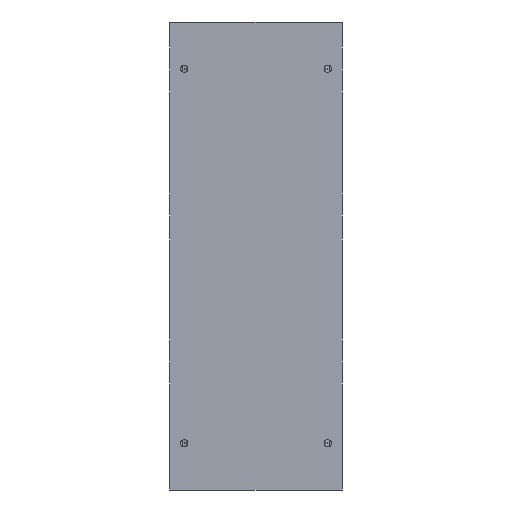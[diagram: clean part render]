
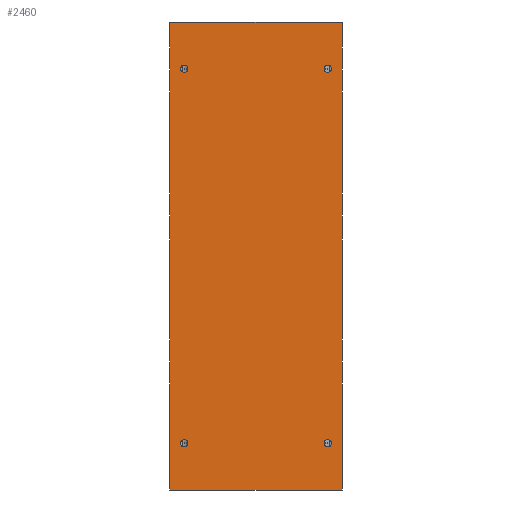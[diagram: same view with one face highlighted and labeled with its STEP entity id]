
A CAD part, left-side view. The second image highlights one B-rep face of the part: STEP entity #2460.
In plain terms, the highlighted planar face has unit normal (-1, 0, 0).
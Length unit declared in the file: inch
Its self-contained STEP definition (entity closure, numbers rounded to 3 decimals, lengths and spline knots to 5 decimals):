
#64 = CIRCLE ( 'NONE', #671, 0.0625 ) ;
#152 = VECTOR ( 'NONE', #2167, 39.37008 ) ;
#154 = LINE ( 'NONE', #2168, #152 ) ;
#266 = VECTOR ( 'NONE', #2321, 39.37008 ) ;
#269 = LINE ( 'NONE', #2322, #266 ) ;
#274 = VECTOR ( 'NONE', #2328, 39.37008 ) ;
#283 = LINE ( 'NONE', #2500, #274 ) ;
#294 = CIRCLE ( 'NONE', #666, 0.0625 ) ;
#367 = CIRCLE ( 'NONE', #657, 0.0625 ) ;
#369 = CIRCLE ( 'NONE', #656, 0.0625 ) ;
#374 = CIRCLE ( 'NONE', #655, 0.0625 ) ;
#414 = CIRCLE ( 'NONE', #652, 0.0625 ) ;
#421 = LINE ( 'NONE', #766, #425 ) ;
#425 = VECTOR ( 'NONE', #2278, 39.37008 ) ;
#476 = CIRCLE ( 'NONE', #653, 0.0625 ) ;
#525 = EDGE_CURVE ( 'NONE', #1008, #946, #1600, .T. ) ;
#627 = AXIS2_PLACEMENT_3D ( 'NONE', #801, #803, #804 ) ;
#642 = AXIS2_PLACEMENT_3D ( 'NONE', #3370, #3371, #3372 ) ;
#652 = AXIS2_PLACEMENT_3D ( 'NONE', #3811, #3804, #3808 ) ;
#653 = AXIS2_PLACEMENT_3D ( 'NONE', #3874, #3873, #3870 ) ;
#655 = AXIS2_PLACEMENT_3D ( 'NONE', #3840, #3844, #3841 ) ;
#656 = AXIS2_PLACEMENT_3D ( 'NONE', #3849, #3848, #3850 ) ;
#657 = AXIS2_PLACEMENT_3D ( 'NONE', #3810, #3842, #3845 ) ;
#666 = AXIS2_PLACEMENT_3D ( 'NONE', #2510, #2399, #2400 ) ;
#671 = AXIS2_PLACEMENT_3D ( 'NONE', #2057, #2058, #2059 ) ;
#766 = CARTESIAN_POINT ( 'NONE',  ( -0.375, -1.475, 4. ) ) ;
#801 = CARTESIAN_POINT ( 'NONE',  ( -0.375, 1.475, -4. ) ) ;
#803 = DIRECTION ( 'NONE',  ( -1., 0., 0. ) ) ;
#804 = DIRECTION ( 'NONE',  ( 0., 0., 1. ) ) ;
#876 = PLANE ( 'NONE',  #627 ) ;
#942 = VERTEX_POINT ( 'NONE', #3436 ) ;
#946 = VERTEX_POINT ( 'NONE', #3440 ) ;
#953 = VERTEX_POINT ( 'NONE', #3447 ) ;
#960 = VERTEX_POINT ( 'NONE', #3454 ) ;
#1008 = VERTEX_POINT ( 'NONE', #3476 ) ;
#1027 = EDGE_LOOP ( 'NONE', ( #1376, #1265 ) ) ;
#1030 = VERTEX_POINT ( 'NONE', #3487 ) ;
#1042 = VERTEX_POINT ( 'NONE', #3493 ) ;
#1045 = VERTEX_POINT ( 'NONE', #3494 ) ;
#1051 = VERTEX_POINT ( 'NONE', #3497 ) ;
#1120 = ORIENTED_EDGE ( 'NONE', *, *, #3179, .F. ) ;
#1121 = ORIENTED_EDGE ( 'NONE', *, *, #3126, .F. ) ;
#1131 = VERTEX_POINT ( 'NONE', #3519 ) ;
#1172 = VERTEX_POINT ( 'NONE', #3551 ) ;
#1229 = VERTEX_POINT ( 'NONE', #3596 ) ;
#1265 = ORIENTED_EDGE ( 'NONE', *, *, #525, .F. ) ;
#1277 = ORIENTED_EDGE ( 'NONE', *, *, #3189, .T. ) ;
#1278 = ORIENTED_EDGE ( 'NONE', *, *, #3193, .T. ) ;
#1282 = ORIENTED_EDGE ( 'NONE', *, *, #3106, .F. ) ;
#1316 = ORIENTED_EDGE ( 'NONE', *, *, #3088, .F. ) ;
#1340 = EDGE_LOOP ( 'NONE', ( #1282, #1120 ) ) ;
#1341 = EDGE_LOOP ( 'NONE', ( #1277, #1539, #1378, #1278 ) ) ;
#1344 = EDGE_LOOP ( 'NONE', ( #1579, #1380 ) ) ;
#1345 = EDGE_LOOP ( 'NONE', ( #1121, #1316 ) ) ;
#1376 = ORIENTED_EDGE ( 'NONE', *, *, #3128, .F. ) ;
#1378 = ORIENTED_EDGE ( 'NONE', *, *, #3251, .T. ) ;
#1380 = ORIENTED_EDGE ( 'NONE', *, *, #3300, .F. ) ;
#1539 = ORIENTED_EDGE ( 'NONE', *, *, #3049, .T. ) ;
#1579 = ORIENTED_EDGE ( 'NONE', *, *, #3127, .F. ) ;
#1600 = CIRCLE ( 'NONE', #642, 0.0625 ) ;
#2057 = CARTESIAN_POINT ( 'NONE',  ( -0.375, -1.225, -3.2 ) ) ;
#2058 = DIRECTION ( 'NONE',  ( -1., 0., 0. ) ) ;
#2059 = DIRECTION ( 'NONE',  ( 0., 0., 1. ) ) ;
#2167 = DIRECTION ( 'NONE',  ( 0., 1., 0. ) ) ;
#2168 = CARTESIAN_POINT ( 'NONE',  ( -0.375, -1.475, 4. ) ) ;
#2278 = DIRECTION ( 'NONE',  ( 0., 0., 1. ) ) ;
#2321 = DIRECTION ( 'NONE',  ( 0., 0., -1. ) ) ;
#2322 = CARTESIAN_POINT ( 'NONE',  ( -0.375, 1.475, 4. ) ) ;
#2328 = DIRECTION ( 'NONE',  ( 0., -1., 0. ) ) ;
#2399 = DIRECTION ( 'NONE',  ( -1., 0., 0. ) ) ;
#2400 = DIRECTION ( 'NONE',  ( 0., 0., 1. ) ) ;
#2460 = ADVANCED_FACE ( 'NONE', ( #2785, #2780, #2790, #2781, #2783 ), #876, .T. ) ;
#2500 = CARTESIAN_POINT ( 'NONE',  ( -0.375, -1.475, -4. ) ) ;
#2510 = CARTESIAN_POINT ( 'NONE',  ( -0.375, -1.225, 3.2 ) ) ;
#2780 = FACE_BOUND ( 'NONE', #1345, .T. ) ;
#2781 = FACE_BOUND ( 'NONE', #1027, .T. ) ;
#2783 = FACE_OUTER_BOUND ( 'NONE', #1341, .T. ) ;
#2785 = FACE_BOUND ( 'NONE', #1340, .T. ) ;
#2790 = FACE_BOUND ( 'NONE', #1344, .T. ) ;
#3049 = EDGE_CURVE ( 'NONE', #1051, #1172, #421, .T. ) ;
#3088 = EDGE_CURVE ( 'NONE', #1045, #942, #476, .T. ) ;
#3106 = EDGE_CURVE ( 'NONE', #1131, #1030, #414, .T. ) ;
#3126 = EDGE_CURVE ( 'NONE', #942, #1045, #374, .T. ) ;
#3127 = EDGE_CURVE ( 'NONE', #960, #1042, #367, .T. ) ;
#3128 = EDGE_CURVE ( 'NONE', #946, #1008, #369, .T. ) ;
#3179 = EDGE_CURVE ( 'NONE', #1030, #1131, #294, .T. ) ;
#3189 = EDGE_CURVE ( 'NONE', #1229, #1051, #283, .T. ) ;
#3193 = EDGE_CURVE ( 'NONE', #953, #1229, #269, .T. ) ;
#3251 = EDGE_CURVE ( 'NONE', #1172, #953, #154, .T. ) ;
#3300 = EDGE_CURVE ( 'NONE', #1042, #960, #64, .T. ) ;
#3370 = CARTESIAN_POINT ( 'NONE',  ( -0.375, 1.225, -3.2 ) ) ;
#3371 = DIRECTION ( 'NONE',  ( -1., 0., 0. ) ) ;
#3372 = DIRECTION ( 'NONE',  ( 0., 0., 1. ) ) ;
#3436 = CARTESIAN_POINT ( 'NONE',  ( -0.375, 1.225, 3.2625 ) ) ;
#3440 = CARTESIAN_POINT ( 'NONE',  ( -0.375, 1.225, -3.1375 ) ) ;
#3447 = CARTESIAN_POINT ( 'NONE',  ( -0.375, 1.475, 4. ) ) ;
#3454 = CARTESIAN_POINT ( 'NONE',  ( -0.375, -1.225, -3.1375 ) ) ;
#3476 = CARTESIAN_POINT ( 'NONE',  ( -0.375, 1.225, -3.2625 ) ) ;
#3487 = CARTESIAN_POINT ( 'NONE',  ( -0.375, -1.225, 3.1375 ) ) ;
#3493 = CARTESIAN_POINT ( 'NONE',  ( -0.375, -1.225, -3.2625 ) ) ;
#3494 = CARTESIAN_POINT ( 'NONE',  ( -0.375, 1.225, 3.1375 ) ) ;
#3497 = CARTESIAN_POINT ( 'NONE',  ( -0.375, -1.475, -4. ) ) ;
#3519 = CARTESIAN_POINT ( 'NONE',  ( -0.375, -1.225, 3.2625 ) ) ;
#3551 = CARTESIAN_POINT ( 'NONE',  ( -0.375, -1.475, 4. ) ) ;
#3596 = CARTESIAN_POINT ( 'NONE',  ( -0.375, 1.475, -4. ) ) ;
#3804 = DIRECTION ( 'NONE',  ( -1., 0., 0. ) ) ;
#3808 = DIRECTION ( 'NONE',  ( 0., 0., 1. ) ) ;
#3810 = CARTESIAN_POINT ( 'NONE',  ( -0.375, -1.225, -3.2 ) ) ;
#3811 = CARTESIAN_POINT ( 'NONE',  ( -0.375, -1.225, 3.2 ) ) ;
#3840 = CARTESIAN_POINT ( 'NONE',  ( -0.375, 1.225, 3.2 ) ) ;
#3841 = DIRECTION ( 'NONE',  ( 0., 0., 1. ) ) ;
#3842 = DIRECTION ( 'NONE',  ( -1., 0., 0. ) ) ;
#3844 = DIRECTION ( 'NONE',  ( -1., 0., 0. ) ) ;
#3845 = DIRECTION ( 'NONE',  ( 0., 0., 1. ) ) ;
#3848 = DIRECTION ( 'NONE',  ( -1., 0., 0. ) ) ;
#3849 = CARTESIAN_POINT ( 'NONE',  ( -0.375, 1.225, -3.2 ) ) ;
#3850 = DIRECTION ( 'NONE',  ( 0., 0., 1. ) ) ;
#3870 = DIRECTION ( 'NONE',  ( 0., 0., 1. ) ) ;
#3873 = DIRECTION ( 'NONE',  ( -1., 0., 0. ) ) ;
#3874 = CARTESIAN_POINT ( 'NONE',  ( -0.375, 1.225, 3.2 ) ) ;
